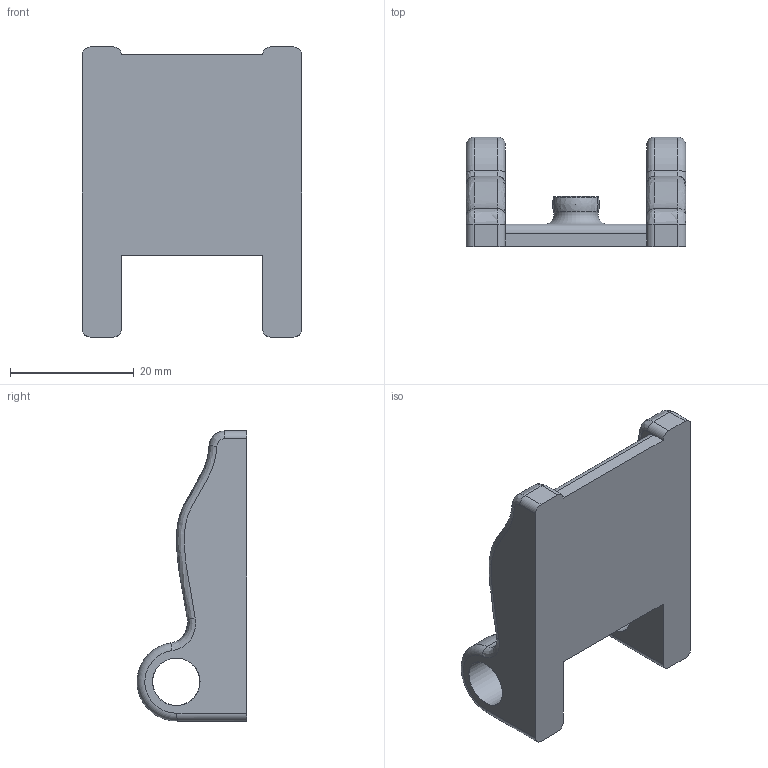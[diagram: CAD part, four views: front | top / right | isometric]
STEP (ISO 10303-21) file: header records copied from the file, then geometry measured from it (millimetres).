
FILE_DESCRIPTION(/* description */ (''),/* implementation_level */ '2;1');
FILE_NAME(/* name */ '573e0a22-05ca-11ec-af34-06f9a8846f7f.step',/* time_stamp */ '2021-08-25T17:32:05+00:00',/* author */ (''),/* organization */ (''),/* preprocessor_version */ 'ST-DEVELOPER v18.1',/* originating_system */ 'Autodesk Translation Framework v10.6.0.1341',/* authorisation */ '');
FILE_SCHEMA (('AUTOMOTIVE_DESIGN { 1 0 10303 214 3 1 1 }'));
Length unit declared in the file: centimetre
Products named in the file (1): temp_body
Bounding box: 35.56 x 17.76 x 46.97 mm (x, y, z)
Volume: 8883.3 mm3; surface area: 5135.1 mm2
Topology: 1 solids, 1 shells, 58 faces, 143 edges, 88 vertices
Faces by surface type: bspline 18, cylinder 14, plane 13, torus 11, sphere 2
Full cylindrical faces by diameter (mm): 7.643 x2
Entity records: 2484 total; most frequent: CARTESIAN_POINT 1156, ORIENTED_EDGE 278, DIRECTION 248, EDGE_CURVE 139, AXIS2_PLACEMENT_3D 104, VERTEX_POINT 88, EDGE_LOOP 67, CIRCLE 63
